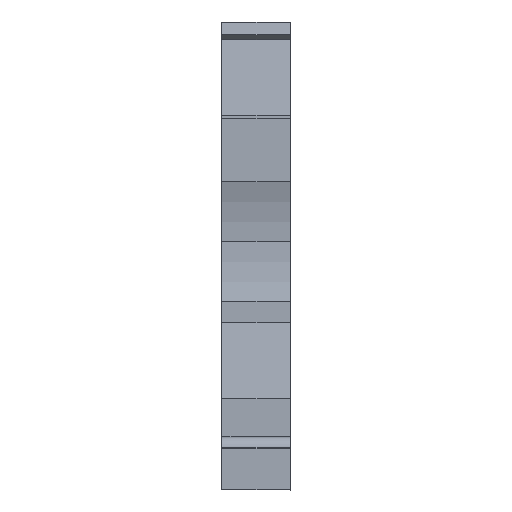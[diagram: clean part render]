
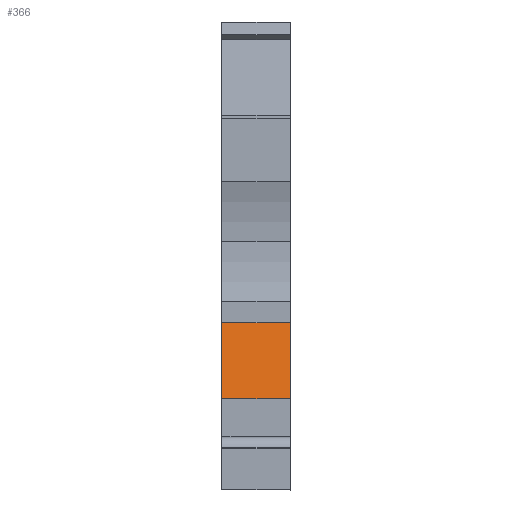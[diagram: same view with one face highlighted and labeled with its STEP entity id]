
A CAD part, front view. The second image highlights one B-rep face of the part: STEP entity #366.
In plain terms, the highlighted planar face has unit normal (0, -0.985, 0.174).
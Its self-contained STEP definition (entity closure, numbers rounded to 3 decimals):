
#366=ADVANCED_FACE('',(#910),#911,.T.);
#910=FACE_OUTER_BOUND('',#1639,.T.);
#911=PLANE('',#1640);
#1639=EDGE_LOOP('',(#2673,#2674,#2675,#2676));
#1640=AXIS2_PLACEMENT_3D('',#2677,#2678,#2679);
#2673=ORIENTED_EDGE('',*,*,#4696,.T.);
#2674=ORIENTED_EDGE('',*,*,#4790,.T.);
#2675=ORIENTED_EDGE('',*,*,#4791,.F.);
#2676=ORIENTED_EDGE('',*,*,#4792,.F.);
#2677=CARTESIAN_POINT('',(0.15,4.405,11.426));
#2678=DIRECTION('',(0.,-0.985,0.174));
#2679=DIRECTION('',(1.0,0.,0.));
#4696=EDGE_CURVE('',#5701,#5699,#5702,.T.);
#4790=EDGE_CURVE('',#5699,#5838,#5839,.T.);
#4791=EDGE_CURVE('',#5840,#5838,#5841,.T.);
#4792=EDGE_CURVE('',#5701,#5840,#5842,.T.);
#5699=VERTEX_POINT('',#7671);
#5701=VERTEX_POINT('',#7674);
#5702=LINE('',#7675,#7676);
#5838=VERTEX_POINT('',#8358);
#5839=LINE('',#8359,#8360);
#5840=VERTEX_POINT('',#8361);
#5841=LINE('',#8362,#8363);
#5842=LINE('',#8364,#8365);
#7671=CARTESIAN_POINT('',(5.15,3.6,6.862));
#7674=CARTESIAN_POINT('',(0.,3.6,6.862));
#7675=CARTESIAN_POINT('',(5.15,3.6,6.862));
#7676=VECTOR('',#10757,1.0);
#8358=CARTESIAN_POINT('',(5.15,4.612,12.6));
#8359=CARTESIAN_POINT('',(5.15,3.391,5.678));
#8360=VECTOR('',#10827,1.0);
#8361=CARTESIAN_POINT('',(0.,4.612,12.6));
#8362=CARTESIAN_POINT('',(5.15,4.612,12.6));
#8363=VECTOR('',#10828,1.0);
#8364=CARTESIAN_POINT('',(0.,3.391,5.678));
#8365=VECTOR('',#10829,1.0);
#10757=DIRECTION('',(1.0,0.,0.));
#10827=DIRECTION('',(0.,0.174,0.985));
#10828=DIRECTION('',(1.0,0.,0.));
#10829=DIRECTION('',(0.,0.174,0.985));
